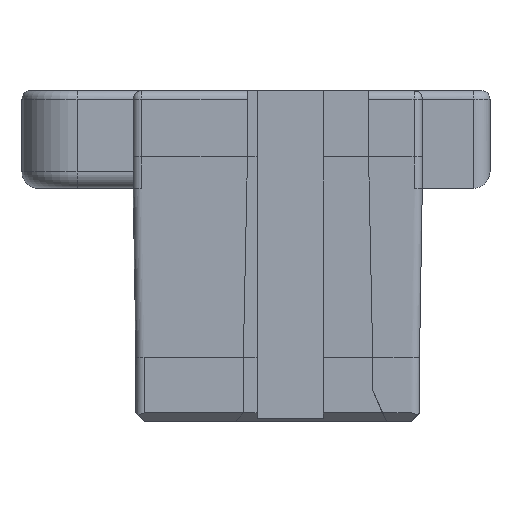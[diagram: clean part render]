
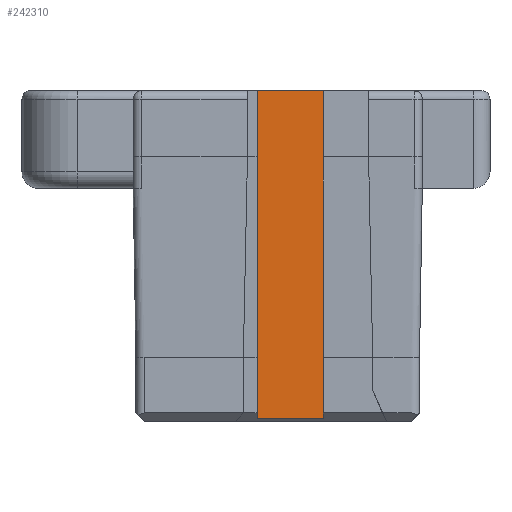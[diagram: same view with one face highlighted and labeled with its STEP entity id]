
A CAD part, front view. The second image highlights one B-rep face of the part: STEP entity #242310.
In plain terms, the highlighted planar face has unit normal (0, -1, 0).
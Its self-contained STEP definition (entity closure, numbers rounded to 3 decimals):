
#157120=CARTESIAN_POINT('',(-33.904,-13.815,
125.115));
#157130=VERTEX_POINT('',#157120);
#157160=CARTESIAN_POINT('',(-33.804,-13.815,
125.115));
#157170=DIRECTION('',(1.,0.,0.));
#157180=VECTOR('',#157170,1.);
#157190=LINE('',#157160,#157180);
#157200=CARTESIAN_POINT('',(-32.704,-13.815,
125.115));
#157210=VERTEX_POINT('',#157200);
#157220=EDGE_CURVE('',#157130,#157210,#157190,.T.);
#241940=CARTESIAN_POINT('',(-33.904,-13.815,
131.065));
#241950=VERTEX_POINT('',#241940);
#241980=CARTESIAN_POINT('',(-33.904,-13.815,
127.909));
#241990=DIRECTION('',(0.,0.,-1.));
#242000=VECTOR('',#241990,1.);
#242010=LINE('',#241980,#242000);
#242020=EDGE_CURVE('',#241950,#157130,#242010,.T.);
#242080=CARTESIAN_POINT('',(-33.704,-13.815,
124.485));
#242090=DIRECTION('',(0.,1.,0.));
#242100=DIRECTION('',(1.,0.,0.));
#242110=AXIS2_PLACEMENT_3D('',#242080,#242090,#242100);
#242120=PLANE('',#242110);
#242130=CARTESIAN_POINT('',(-33.804,-13.815,
131.065));
#242140=DIRECTION('',(1.,0.,0.));
#242150=VECTOR('',#242140,1.);
#242160=LINE('',#242130,#242150);
#242170=CARTESIAN_POINT('',(-32.704,-13.815,
131.065));
#242180=VERTEX_POINT('',#242170);
#242190=EDGE_CURVE('',#241950,#242180,#242160,.T.);
#242200=ORIENTED_EDGE('',*,*,#242190,.F.);
#242210=CARTESIAN_POINT('',(-32.704,-13.815,
127.909));
#242220=DIRECTION('',(0.,0.,-1.));
#242230=VECTOR('',#242220,1.);
#242240=LINE('',#242210,#242230);
#242250=EDGE_CURVE('',#242180,#157210,#242240,.T.);
#242260=ORIENTED_EDGE('',*,*,#242250,.F.);
#242270=ORIENTED_EDGE('',*,*,#157220,.T.);
#242280=ORIENTED_EDGE('',*,*,#242020,.T.);
#242290=EDGE_LOOP('',(#242280,#242270,#242260,#242200));
#242300=FACE_OUTER_BOUND('',#242290,.T.);
#242310=ADVANCED_FACE('',(#242300),#242120,.F.);
